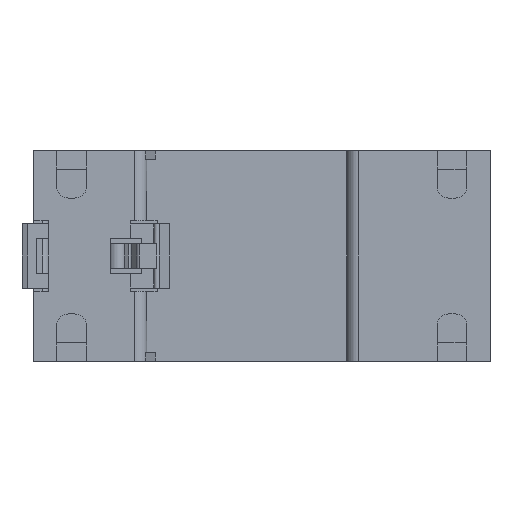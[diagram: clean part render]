
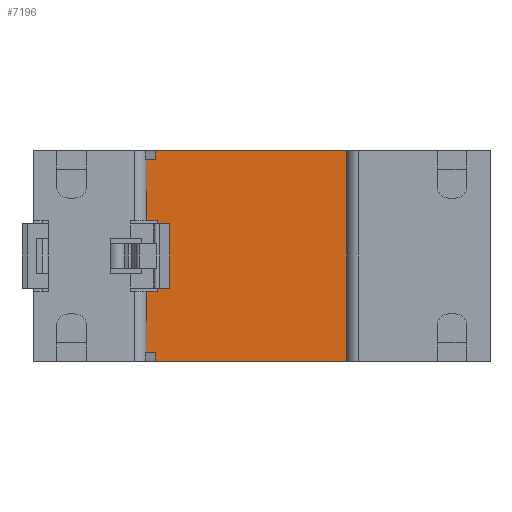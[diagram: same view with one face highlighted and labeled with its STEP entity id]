
A CAD part, front view. The second image highlights one B-rep face of the part: STEP entity #7196.
In plain terms, the highlighted planar face has unit normal (0, -1, 0).
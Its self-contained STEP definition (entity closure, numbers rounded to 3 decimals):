
#367=DIRECTION('',(0.,0.,1.));
#368=VECTOR('',#367,36.);
#369=CARTESIAN_POINT('',(17.3,0.,0.));
#370=LINE('',#369,#368);
#379=DIRECTION('',(0.,0.,1.));
#380=VECTOR('',#379,12.);
#381=CARTESIAN_POINT('',(-17.9,0.,12.));
#382=LINE('',#381,#380);
#383=DIRECTION('',(-1.,0.,0.));
#384=VECTOR('',#383,1.8);
#385=CARTESIAN_POINT('',(-17.9,0.,24.));
#386=LINE('',#385,#384);
#387=DIRECTION('',(1.,0.,0.));
#388=VECTOR('',#387,1.5);
#389=CARTESIAN_POINT('',(-19.7,0.,34.5));
#390=LINE('',#389,#388);
#391=DIRECTION('',(0.,0.,1.));
#392=VECTOR('',#391,1.5);
#393=CARTESIAN_POINT('',(-18.2,0.,34.5));
#394=LINE('',#393,#392);
#395=DIRECTION('',(1.,0.,0.));
#396=VECTOR('',#395,35.5);
#397=CARTESIAN_POINT('',(-18.2,0.,36.));
#398=LINE('',#397,#396);
#399=DIRECTION('',(-1.,0.,0.));
#400=VECTOR('',#399,35.5);
#401=CARTESIAN_POINT('',(17.3,0.,0.));
#402=LINE('',#401,#400);
#403=DIRECTION('',(1.,0.,0.));
#404=VECTOR('',#403,1.8);
#405=CARTESIAN_POINT('',(-19.7,0.,12.));
#406=LINE('',#405,#404);
#1166=DIRECTION('',(0.,0.,-1.));
#1167=VECTOR('',#1166,10.5);
#1168=CARTESIAN_POINT('',(-19.7,0.,12.));
#1169=LINE('',#1168,#1167);
#1175=DIRECTION('',(1.,0.,0.));
#1176=VECTOR('',#1175,1.5);
#1177=CARTESIAN_POINT('',(-19.7,0.,1.5));
#1178=LINE('',#1177,#1176);
#1191=DIRECTION('',(0.,0.,-1.));
#1192=VECTOR('',#1191,1.5);
#1193=CARTESIAN_POINT('',(-18.2,0.,1.5));
#1194=LINE('',#1193,#1192);
#2329=DIRECTION('',(0.,0.,-1.));
#2330=VECTOR('',#2329,10.5);
#2331=CARTESIAN_POINT('',(-19.7,0.,34.5));
#2332=LINE('',#2331,#2330);
#5551=CARTESIAN_POINT('',(-18.2,0.,0.));
#5552=VERTEX_POINT('',#5551);
#5663=CARTESIAN_POINT('',(-18.2,0.,36.));
#5665=VERTEX_POINT('',#5663);
#5906=CARTESIAN_POINT('',(-17.9,0.,24.));
#5907=VERTEX_POINT('',#5906);
#5908=CARTESIAN_POINT('',(-17.9,0.,12.));
#5909=VERTEX_POINT('',#5908);
#5924=CARTESIAN_POINT('',(-19.7,0.,24.));
#5925=VERTEX_POINT('',#5924);
#6160=CARTESIAN_POINT('',(-18.2,0.,34.5));
#6161=VERTEX_POINT('',#6160);
#6162=CARTESIAN_POINT('',(-19.7,0.,34.5));
#6163=VERTEX_POINT('',#6162);
#6164=CARTESIAN_POINT('',(17.3,0.,36.));
#6165=VERTEX_POINT('',#6164);
#6166=CARTESIAN_POINT('',(17.3,0.,0.));
#6167=VERTEX_POINT('',#6166);
#6168=CARTESIAN_POINT('',(-19.7,0.,12.));
#6169=VERTEX_POINT('',#6168);
#6325=CARTESIAN_POINT('',(-18.2,0.,1.5));
#6326=VERTEX_POINT('',#6325);
#6329=CARTESIAN_POINT('',(-19.7,0.,1.5));
#6330=VERTEX_POINT('',#6329);
#7167=CARTESIAN_POINT('',(-1.2,0.,18.));
#7168=DIRECTION('',(0.,1.,0.));
#7169=DIRECTION('',(1.,0.,0.));
#7170=AXIS2_PLACEMENT_3D('',#7167,#7168,#7169);
#7171=PLANE('',#7170);
#7173=ORIENTED_EDGE('',*,*,#7172,.T.);
#7175=ORIENTED_EDGE('',*,*,#7174,.T.);
#7177=ORIENTED_EDGE('',*,*,#7176,.F.);
#7179=ORIENTED_EDGE('',*,*,#7178,.T.);
#7181=ORIENTED_EDGE('',*,*,#7180,.T.);
#7183=ORIENTED_EDGE('',*,*,#7182,.T.);
#7184=ORIENTED_EDGE('',*,*,#7158,.F.);
#7185=ORIENTED_EDGE('',*,*,#6821,.T.);
#7187=ORIENTED_EDGE('',*,*,#7186,.F.);
#7189=ORIENTED_EDGE('',*,*,#7188,.F.);
#7191=ORIENTED_EDGE('',*,*,#7190,.F.);
#7193=ORIENTED_EDGE('',*,*,#7192,.T.);
#7194=EDGE_LOOP('',(#7173,#7175,#7177,#7179,#7181,#7183,#7184,#7185,#7187,#7189,
#7191,#7193));
#7195=FACE_OUTER_BOUND('',#7194,.F.);
#6821=EDGE_CURVE('',#6167,#5552,#402,.T.);
#7158=EDGE_CURVE('',#6167,#6165,#370,.T.);
#7172=EDGE_CURVE('',#5909,#5907,#382,.T.);
#7174=EDGE_CURVE('',#5907,#5925,#386,.T.);
#7176=EDGE_CURVE('',#6163,#5925,#2332,.T.);
#7178=EDGE_CURVE('',#6163,#6161,#390,.T.);
#7180=EDGE_CURVE('',#6161,#5665,#394,.T.);
#7182=EDGE_CURVE('',#5665,#6165,#398,.T.);
#7186=EDGE_CURVE('',#6326,#5552,#1194,.T.);
#7188=EDGE_CURVE('',#6330,#6326,#1178,.T.);
#7190=EDGE_CURVE('',#6169,#6330,#1169,.T.);
#7192=EDGE_CURVE('',#6169,#5909,#406,.T.);
#7196=ADVANCED_FACE('',(#7195),#7171,.F.);
